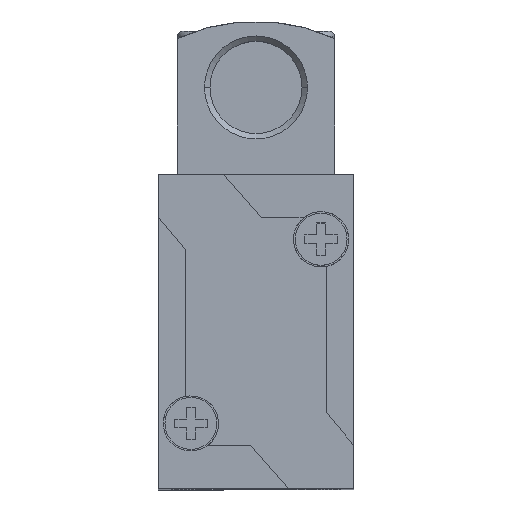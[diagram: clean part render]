
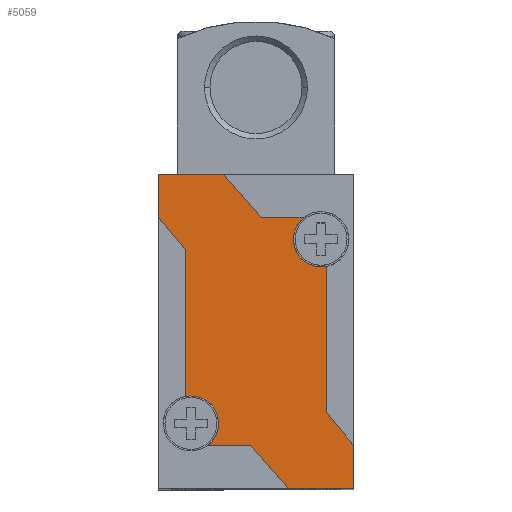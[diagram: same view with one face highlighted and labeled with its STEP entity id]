
A CAD part, top view. The second image highlights one B-rep face of the part: STEP entity #5059.
In plain terms, the highlighted planar face has unit normal (0, 0, 1).
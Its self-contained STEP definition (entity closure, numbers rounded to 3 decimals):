
#470 = AXIS2_PLACEMENT_3D ( 'NONE', #1343, #1357, #1315 ) ;
#481 = AXIS2_PLACEMENT_3D ( 'NONE', #1350, #1136, #1138 ) ;
#531 = AXIS2_PLACEMENT_3D ( 'NONE', #6121, #6122, #6123 ) ;
#574 = AXIS2_PLACEMENT_3D ( 'NONE', #3209, #3210, #3211 ) ;
#576 = AXIS2_PLACEMENT_3D ( 'NONE', #3247, #3248, #3249 ) ;
#598 = CIRCLE ( 'NONE', #576, 2.55 ) ;
#615 = LINE ( 'NONE', #3269, #616 ) ;
#616 = VECTOR ( 'NONE', #3270, 1000. ) ;
#636 = LINE ( 'NONE', #3292, #637 ) ;
#637 = VECTOR ( 'NONE', #3293, 1000. ) ;
#716 = LINE ( 'NONE', #3376, #717 ) ;
#717 = VECTOR ( 'NONE', #3377, 1000. ) ;
#726 = LINE ( 'NONE', #3386, #727 ) ;
#727 = VECTOR ( 'NONE', #3387, 1000. ) ;
#755 = LINE ( 'NONE', #3417, #756 ) ;
#756 = VECTOR ( 'NONE', #3418, 1000. ) ;
#1136 = DIRECTION ( 'NONE',  ( 0., 0., 1. ) ) ;
#1138 = DIRECTION ( 'NONE',  ( 1., 0., 0. ) ) ;
#1315 = DIRECTION ( 'NONE',  ( 1., 0., 0. ) ) ;
#1343 = CARTESIAN_POINT ( 'NONE',  ( -6., -23.012, 2.5 ) ) ;
#1350 = CARTESIAN_POINT ( 'NONE',  ( 6., -6.012, 2.5 ) ) ;
#1357 = DIRECTION ( 'NONE',  ( 0., 0., 1. ) ) ;
#2857 = EDGE_CURVE ( 'NONE', #6904, #6889, #4469, .T. ) ;
#2899 = EDGE_CURVE ( 'NONE', #6843, #6911, #4543, .T. ) ;
#3185 = CARTESIAN_POINT ( 'NONE',  ( -9., -4., 2.5 ) ) ;
#3186 = DIRECTION ( 'NONE',  ( 0.64, -0.768, 0. ) ) ;
#3191 = CARTESIAN_POINT ( 'NONE',  ( -6.5, -7., 2.5 ) ) ;
#3192 = DIRECTION ( 'NONE',  ( 0., -1., 0. ) ) ;
#3195 = CARTESIAN_POINT ( 'NONE',  ( -6.5, -25., 2.5 ) ) ;
#3196 = DIRECTION ( 'NONE',  ( 1., 0., 0. ) ) ;
#3201 = CARTESIAN_POINT ( 'NONE',  ( -0.5, -25., 2.5 ) ) ;
#3202 = DIRECTION ( 'NONE',  ( 0.659, -0.753, 0. ) ) ;
#3209 = CARTESIAN_POINT ( 'NONE',  ( -6., -23.012, 2.5 ) ) ;
#3210 = DIRECTION ( 'NONE',  ( 0., 0., 1. ) ) ;
#3211 = DIRECTION ( 'NONE',  ( 1., 0., 0. ) ) ;
#3218 = CARTESIAN_POINT ( 'NONE',  ( -9., 0., 2.5 ) ) ;
#3219 = DIRECTION ( 'NONE',  ( 0., -1., 0. ) ) ;
#3231 = CARTESIAN_POINT ( 'NONE',  ( 6.5, -22., 2.5 ) ) ;
#3232 = DIRECTION ( 'NONE',  ( 0., 1., 0. ) ) ;
#3239 = CARTESIAN_POINT ( 'NONE',  ( 9., -25., 2.5 ) ) ;
#3240 = DIRECTION ( 'NONE',  ( -0.64, 0.768, 0. ) ) ;
#3247 = CARTESIAN_POINT ( 'NONE',  ( 6., -6.012, 2.5 ) ) ;
#3248 = DIRECTION ( 'NONE',  ( 0., 0., 1. ) ) ;
#3249 = DIRECTION ( 'NONE',  ( 1., 0., 0. ) ) ;
#3269 = CARTESIAN_POINT ( 'NONE',  ( -3., 0., 2.5 ) ) ;
#3270 = DIRECTION ( 'NONE',  ( -1., 0., 0. ) ) ;
#3292 = CARTESIAN_POINT ( 'NONE',  ( -3., 0., 2.5 ) ) ;
#3293 = DIRECTION ( 'NONE',  ( -0.659, 0.753, 0. ) ) ;
#3376 = CARTESIAN_POINT ( 'NONE',  ( 9., -29., 2.5 ) ) ;
#3377 = DIRECTION ( 'NONE',  ( 0., 1., 0. ) ) ;
#3386 = CARTESIAN_POINT ( 'NONE',  ( 3., -29., 2.5 ) ) ;
#3387 = DIRECTION ( 'NONE',  ( 1., 0., 0. ) ) ;
#3417 = CARTESIAN_POINT ( 'NONE',  ( 0.5, -4., 2.5 ) ) ;
#3418 = DIRECTION ( 'NONE',  ( -1., 0., 0. ) ) ;
#3450 = CARTESIAN_POINT ( 'NONE',  ( -4.403, -25., 2.5 ) ) ;
#3457 = CARTESIAN_POINT ( 'NONE',  ( 4.433, -4., 2.5 ) ) ;
#3458 = CARTESIAN_POINT ( 'NONE',  ( -0.5, -25., 2.5 ) ) ;
#3460 = CARTESIAN_POINT ( 'NONE',  ( 3., -29., 2.5 ) ) ;
#3464 = CARTESIAN_POINT ( 'NONE',  ( -3., 0., 2.5 ) ) ;
#3467 = CARTESIAN_POINT ( 'NONE',  ( 9., -25., 2.5 ) ) ;
#3468 = CARTESIAN_POINT ( 'NONE',  ( 0.5, -4., 2.5 ) ) ;
#3469 = CARTESIAN_POINT ( 'NONE',  ( 9., -29., 2.5 ) ) ;
#3483 = CARTESIAN_POINT ( 'NONE',  ( 6.5, -22., 2.5 ) ) ;
#3487 = CARTESIAN_POINT ( 'NONE',  ( -6.5, -7., 2.5 ) ) ;
#3494 = CARTESIAN_POINT ( 'NONE',  ( 3.45, -6.012, 2.5 ) ) ;
#3540 = CARTESIAN_POINT ( 'NONE',  ( -6.5, -20.512, 2.5 ) ) ;
#3543 = CARTESIAN_POINT ( 'NONE',  ( -9., 0., 2.5 ) ) ;
#3555 = CARTESIAN_POINT ( 'NONE',  ( -3.45, -23.012, 2.5 ) ) ;
#3562 = CARTESIAN_POINT ( 'NONE',  ( 6.5, -8.513, 2.5 ) ) ;
#3563 = CARTESIAN_POINT ( 'NONE',  ( -9., -4., 2.5 ) ) ;
#4469 = CIRCLE ( 'NONE', #470, 2.55 ) ;
#4543 = CIRCLE ( 'NONE', #481, 2.55 ) ;
#4832 = FACE_OUTER_BOUND ( 'NONE', #6790, .T. ) ;
#4914 = LINE ( 'NONE', #3185, #4915 ) ;
#4915 = VECTOR ( 'NONE', #3186, 1000. ) ;
#4920 = LINE ( 'NONE', #3191, #4921 ) ;
#4921 = VECTOR ( 'NONE', #3192, 1000. ) ;
#4924 = LINE ( 'NONE', #3195, #4925 ) ;
#4925 = VECTOR ( 'NONE', #3196, 1000. ) ;
#4930 = LINE ( 'NONE', #3201, #4931 ) ;
#4931 = VECTOR ( 'NONE', #3202, 1000. ) ;
#4939 = CIRCLE ( 'NONE', #574, 2.55 ) ;
#4945 = LINE ( 'NONE', #3218, #4946 ) ;
#4946 = VECTOR ( 'NONE', #3219, 1000. ) ;
#4956 = LINE ( 'NONE', #3231, #4957 ) ;
#4957 = VECTOR ( 'NONE', #3232, 1000. ) ;
#4964 = LINE ( 'NONE', #3239, #4965 ) ;
#4965 = VECTOR ( 'NONE', #3240, 1000. ) ;
#5059 = ADVANCED_FACE ( 'NONE', ( #4832 ), #6120, .T. ) ;
#6120 = PLANE ( 'NONE',  #531 ) ;
#6121 = CARTESIAN_POINT ( 'NONE',  ( -9., -25., 2.5 ) ) ;
#6122 = DIRECTION ( 'NONE',  ( 0., 0., 1. ) ) ;
#6123 = DIRECTION ( 'NONE',  ( 1., 0., 0. ) ) ;
#6258 = EDGE_CURVE ( 'NONE', #6912, #6428, #4914, .T. ) ;
#6261 = EDGE_CURVE ( 'NONE', #6428, #6889, #4920, .T. ) ;
#6263 = EDGE_CURVE ( 'NONE', #6391, #6399, #4924, .T. ) ;
#6266 = EDGE_CURVE ( 'NONE', #6399, #6401, #4930, .T. ) ;
#6270 = EDGE_CURVE ( 'NONE', #6391, #6904, #4939, .T. ) ;
#6274 = EDGE_CURVE ( 'NONE', #6892, #6912, #4945, .T. ) ;
#6280 = EDGE_CURVE ( 'NONE', #6424, #6911, #4956, .T. ) ;
#6284 = EDGE_CURVE ( 'NONE', #6408, #6424, #4964, .T. ) ;
#6288 = EDGE_CURVE ( 'NONE', #6398, #6843, #598, .T. ) ;
#6298 = EDGE_CURVE ( 'NONE', #6405, #6892, #615, .T. ) ;
#6309 = EDGE_CURVE ( 'NONE', #6409, #6405, #636, .T. ) ;
#6350 = EDGE_CURVE ( 'NONE', #6410, #6408, #716, .T. ) ;
#6355 = EDGE_CURVE ( 'NONE', #6401, #6410, #726, .T. ) ;
#6370 = EDGE_CURVE ( 'NONE', #6398, #6409, #755, .T. ) ;
#6391 = VERTEX_POINT ( 'NONE', #3450 ) ;
#6398 = VERTEX_POINT ( 'NONE', #3457 ) ;
#6399 = VERTEX_POINT ( 'NONE', #3458 ) ;
#6401 = VERTEX_POINT ( 'NONE', #3460 ) ;
#6405 = VERTEX_POINT ( 'NONE', #3464 ) ;
#6408 = VERTEX_POINT ( 'NONE', #3467 ) ;
#6409 = VERTEX_POINT ( 'NONE', #3468 ) ;
#6410 = VERTEX_POINT ( 'NONE', #3469 ) ;
#6424 = VERTEX_POINT ( 'NONE', #3483 ) ;
#6428 = VERTEX_POINT ( 'NONE', #3487 ) ;
#6647 = ORIENTED_EDGE ( 'NONE', *, *, #6288, .F. ) ;
#6648 = ORIENTED_EDGE ( 'NONE', *, *, #6370, .T. ) ;
#6649 = ORIENTED_EDGE ( 'NONE', *, *, #6309, .T. ) ;
#6650 = ORIENTED_EDGE ( 'NONE', *, *, #6298, .T. ) ;
#6651 = ORIENTED_EDGE ( 'NONE', *, *, #6274, .T. ) ;
#6652 = ORIENTED_EDGE ( 'NONE', *, *, #6258, .T. ) ;
#6653 = ORIENTED_EDGE ( 'NONE', *, *, #6261, .T. ) ;
#6654 = ORIENTED_EDGE ( 'NONE', *, *, #2857, .F. ) ;
#6655 = ORIENTED_EDGE ( 'NONE', *, *, #6270, .F. ) ;
#6656 = ORIENTED_EDGE ( 'NONE', *, *, #6263, .T. ) ;
#6657 = ORIENTED_EDGE ( 'NONE', *, *, #6266, .T. ) ;
#6658 = ORIENTED_EDGE ( 'NONE', *, *, #6355, .T. ) ;
#6659 = ORIENTED_EDGE ( 'NONE', *, *, #6350, .T. ) ;
#6660 = ORIENTED_EDGE ( 'NONE', *, *, #6284, .T. ) ;
#6661 = ORIENTED_EDGE ( 'NONE', *, *, #6280, .T. ) ;
#6662 = ORIENTED_EDGE ( 'NONE', *, *, #2899, .F. ) ;
#6790 = EDGE_LOOP ( 'NONE', ( #6647, #6648, #6649, #6650, #6651, #6652, #6653, #6654, #6655, #6656, #6657, #6658, #6659, #6660, #6661, #6662 ) ) ;
#6843 = VERTEX_POINT ( 'NONE', #3494 ) ;
#6889 = VERTEX_POINT ( 'NONE', #3540 ) ;
#6892 = VERTEX_POINT ( 'NONE', #3543 ) ;
#6904 = VERTEX_POINT ( 'NONE', #3555 ) ;
#6911 = VERTEX_POINT ( 'NONE', #3562 ) ;
#6912 = VERTEX_POINT ( 'NONE', #3563 ) ;
